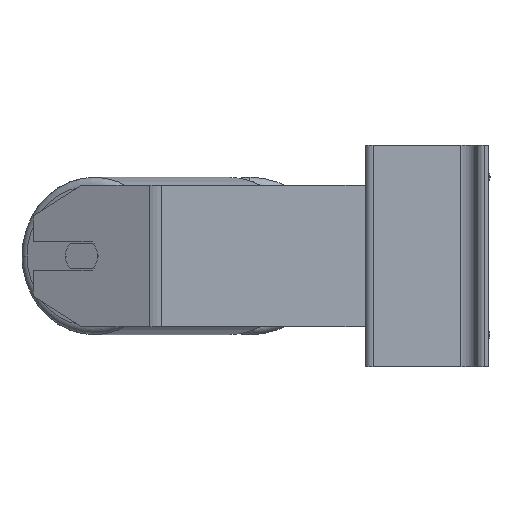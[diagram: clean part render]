
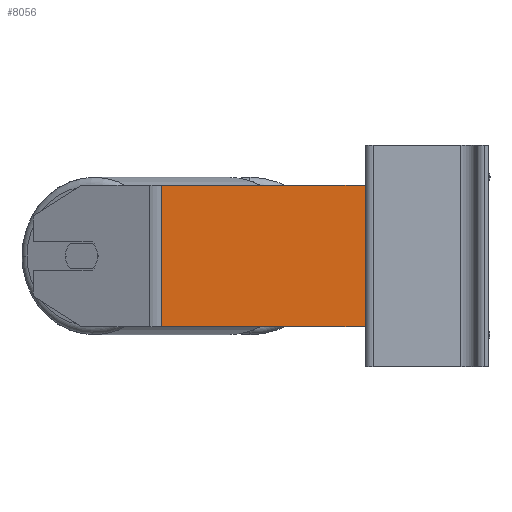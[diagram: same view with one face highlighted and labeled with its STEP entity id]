
A CAD part, left-side view. The second image highlights one B-rep face of the part: STEP entity #8056.
In plain terms, the highlighted planar face has unit normal (-1, 0, 0).
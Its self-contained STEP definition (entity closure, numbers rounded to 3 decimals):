
#83 = CARTESIAN_POINT ( 'NONE',  ( -338., 133.014, -40. ) ) ;
#459 = ORIENTED_EDGE ( 'NONE', *, *, #7502, .T. ) ;
#594 = LINE ( 'NONE', #5496, #10463 ) ;
#810 = CARTESIAN_POINT ( 'NONE',  ( -338., 136.561, -40. ) ) ;
#827 = AXIS2_PLACEMENT_3D ( 'NONE', #4885, #2725, #6761 ) ;
#1039 = CARTESIAN_POINT ( 'NONE',  ( -338., 18., 40. ) ) ;
#1315 = EDGE_CURVE ( 'NONE', #7661, #3489, #7414, .T. ) ;
#1322 = LINE ( 'NONE', #6974, #2327 ) ;
#1645 = PLANE ( 'NONE',  #827 ) ;
#2200 = EDGE_LOOP ( 'NONE', ( #3001, #3135, #2746, #459 ) ) ;
#2327 = VECTOR ( 'NONE', #5527, 1000. ) ;
#2636 = CARTESIAN_POINT ( 'NONE',  ( -338., 18., -40. ) ) ;
#2640 = EDGE_CURVE ( 'NONE', #3545, #3489, #594, .T. ) ;
#2725 = DIRECTION ( 'NONE',  ( 1., 0., 0. ) ) ;
#2746 = ORIENTED_EDGE ( 'NONE', *, *, #3052, .F. ) ;
#3001 = ORIENTED_EDGE ( 'NONE', *, *, #1315, .T. ) ;
#3052 = EDGE_CURVE ( 'NONE', #5406, #3545, #1322, .T. ) ;
#3135 = ORIENTED_EDGE ( 'NONE', *, *, #2640, .F. ) ;
#3489 = VERTEX_POINT ( 'NONE', #2636 ) ;
#3545 = VERTEX_POINT ( 'NONE', #1039 ) ;
#4885 = CARTESIAN_POINT ( 'NONE',  ( -338., 136.561, 40. ) ) ;
#5012 = DIRECTION ( 'NONE',  ( 0., -1., 0. ) ) ;
#5406 = VERTEX_POINT ( 'NONE', #5968 ) ;
#5496 = CARTESIAN_POINT ( 'NONE',  ( -338., 18., 40. ) ) ;
#5527 = DIRECTION ( 'NONE',  ( 0., -1., 0. ) ) ;
#5597 = DIRECTION ( 'NONE',  ( 0., 0., -1. ) ) ;
#5804 = FACE_OUTER_BOUND ( 'NONE', #2200, .T. ) ;
#5968 = CARTESIAN_POINT ( 'NONE',  ( -338., 133.014, 40. ) ) ;
#6761 = DIRECTION ( 'NONE',  ( 0., 1., 0. ) ) ;
#6974 = CARTESIAN_POINT ( 'NONE',  ( -338., 136.561, 40. ) ) ;
#7414 = LINE ( 'NONE', #810, #8180 ) ;
#7502 = EDGE_CURVE ( 'NONE', #5406, #7661, #10075, .T. ) ;
#7661 = VERTEX_POINT ( 'NONE', #83 ) ;
#7692 = DIRECTION ( 'NONE',  ( 0., 0., -1. ) ) ;
#8056 = ADVANCED_FACE ( 'NONE', ( #5804 ), #1645, .F. ) ;
#8180 = VECTOR ( 'NONE', #5012, 1000. ) ;
#9225 = CARTESIAN_POINT ( 'NONE',  ( -338., 133.014, 40. ) ) ;
#10075 = LINE ( 'NONE', #9225, #10494 ) ;
#10463 = VECTOR ( 'NONE', #5597, 1000. ) ;
#10494 = VECTOR ( 'NONE', #7692, 1000. ) ;
